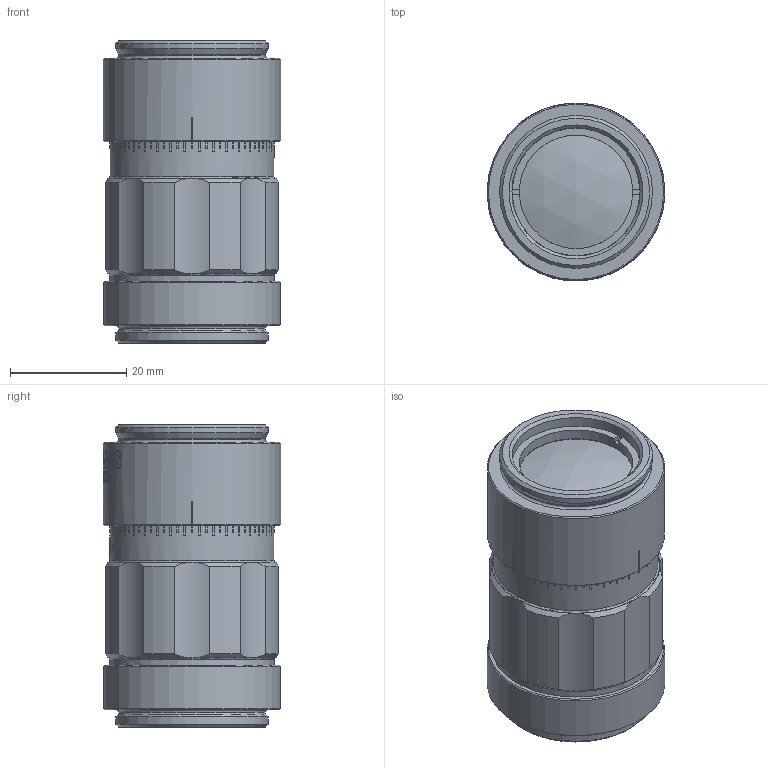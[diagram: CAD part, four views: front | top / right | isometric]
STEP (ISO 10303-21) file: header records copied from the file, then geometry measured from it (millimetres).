
FILE_DESCRIPTION (( 'STEP AP214' ), '1' );
FILE_NAME ('STN012238-E0W.STEP', '2016-03-31T13:53:28', ( 'SEProd' ), ( 'Microsoft' ), 'SwSTEP 2.0', 'SolidWorks 2014', '' );
FILE_SCHEMA (( 'AUTOMOTIVE_DESIGN' ));
Length unit declared in the file: millimetre
Products named in the file (1): STN012238-E0W
Bounding box: 30.5 x 30.5 x 52 mm (x, y, z)
Volume: 13855.4 mm3; surface area: 19840.5 mm2
Topology: 8 solids, 9 shells, 383 faces, 1275 edges, 947 vertices
Faces by surface type: cylinder 184, plane 93, cone 71, torus 26, bspline 7, sphere 2
Full cylindrical faces by diameter (mm): 1 x3, 1.25 x7, 1.588 x1, 1.6 x4, 2 x1, 2.261 x1, 2.845 x1, 11 x1, 12.7 x2, 12.9 x1, 12.903 x1, 13.9 x1, 16.5 x2, 19 x1, 19.5 x2, 19.7 x1, 20 x2, 21 x2, 21.3 x1, 22 x4, 22.5 x1, 22.6 x1, 23 x1, 23.2 x1, 23.5 x2, 25.089 x2, 26.289 x2, 26.5 x2, 28.2 x2, 28.8 x2
Entity records: 24798 total; most frequent: CARTESIAN_POINT 9770, ORIENTED_EDGE 2198, DIRECTION 2170, EDGE_CURVE 1099, AXIS2_PLACEMENT_3D 936, VERTEX_POINT 911, EDGE_LOOP 598, CIRCLE 559
